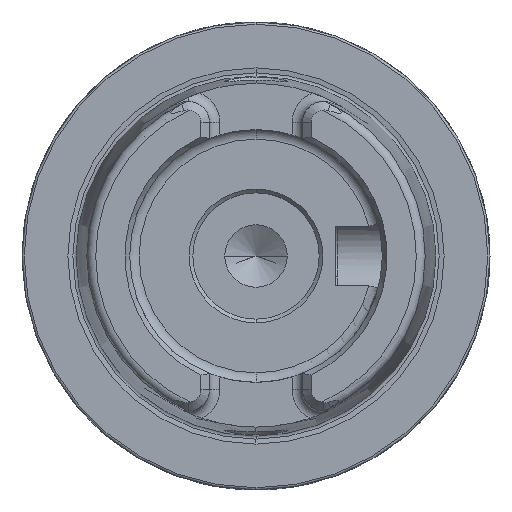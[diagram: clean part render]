
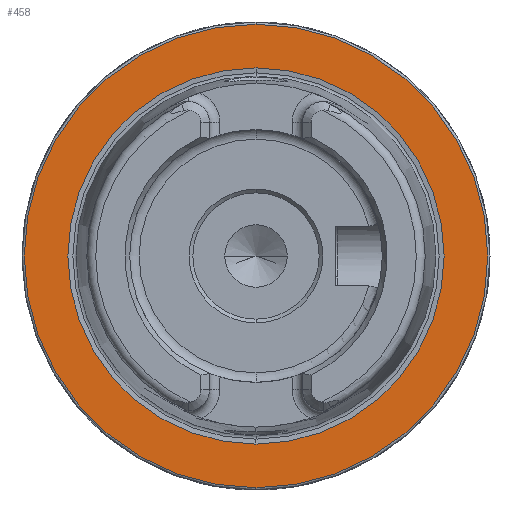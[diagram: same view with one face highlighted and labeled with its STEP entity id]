
A CAD part, left-side view. The second image highlights one B-rep face of the part: STEP entity #458.
In plain terms, the highlighted planar face has unit normal (-1, 0, 0).
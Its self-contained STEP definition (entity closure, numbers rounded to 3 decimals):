
#458 = ADVANCED_FACE ( 'NONE', ( #2923, #2920 ), #1205, .F. ) ;
#1202 = CARTESIAN_POINT ( 'NONE',  ( 0., 31.2, 0. ) ) ;
#1205 = PLANE ( 'NONE',  #4755 ) ;
#1207 = DIRECTION ( 'NONE',  ( 1., 0., 0. ) ) ;
#1208 = DIRECTION ( 'NONE',  ( 0., 0., -1. ) ) ;
#2920 = FACE_OUTER_BOUND ( 'NONE', #8895, .T. ) ;
#2923 = FACE_BOUND ( 'NONE', #8896, .T. ) ;
#3205 = EDGE_CURVE ( 'NONE', #7520, #7525, #4150, .T. ) ;
#3209 = EDGE_CURVE ( 'NONE', #7527, #7528, #4157, .T. ) ;
#3700 = DIRECTION ( 'NONE',  ( 0., 0., 1. ) ) ;
#3715 = DIRECTION ( 'NONE',  ( -1., 0., 0. ) ) ;
#3882 = ORIENTED_EDGE ( 'NONE', *, *, #8350, .F. ) ;
#3883 = ORIENTED_EDGE ( 'NONE', *, *, #3205, .F. ) ;
#3884 = ORIENTED_EDGE ( 'NONE', *, *, #3209, .T. ) ;
#3885 = ORIENTED_EDGE ( 'NONE', *, *, #8349, .T. ) ;
#4150 = CIRCLE ( 'NONE', #11172, 25.324 ) ;
#4157 = CIRCLE ( 'NONE', #11175, 31.2 ) ;
#4755 = AXIS2_PLACEMENT_3D ( 'NONE', #1202, #1207, #1208 ) ;
#5254 = CARTESIAN_POINT ( 'NONE',  ( 0., 0., 0. ) ) ;
#5255 = DIRECTION ( 'NONE',  ( -1., 0., 0. ) ) ;
#5256 = DIRECTION ( 'NONE',  ( 0., 0., 1. ) ) ;
#5257 = CARTESIAN_POINT ( 'NONE',  ( 0., 0., 0. ) ) ;
#5258 = DIRECTION ( 'NONE',  ( -1., 0., 0. ) ) ;
#5259 = DIRECTION ( 'NONE',  ( 0., 0., 1. ) ) ;
#7520 = VERTEX_POINT ( 'NONE', #10397 ) ;
#7525 = VERTEX_POINT ( 'NONE', #10402 ) ;
#7527 = VERTEX_POINT ( 'NONE', #10404 ) ;
#7528 = VERTEX_POINT ( 'NONE', #10405 ) ;
#8349 = EDGE_CURVE ( 'NONE', #7528, #7527, #10331, .T. ) ;
#8350 = EDGE_CURVE ( 'NONE', #7525, #7520, #10332, .T. ) ;
#8895 = EDGE_LOOP ( 'NONE', ( #3884, #3885 ) ) ;
#8896 = EDGE_LOOP ( 'NONE', ( #3882, #3883 ) ) ;
#9500 = CARTESIAN_POINT ( 'NONE',  ( 0., 0., 0. ) ) ;
#9501 = DIRECTION ( 'NONE',  ( -1., 0., 0. ) ) ;
#9502 = DIRECTION ( 'NONE',  ( 0., 0., 1. ) ) ;
#10331 = CIRCLE ( 'NONE', #11337, 31.2 ) ;
#10332 = CIRCLE ( 'NONE', #11338, 25.324 ) ;
#10397 = CARTESIAN_POINT ( 'NONE',  ( 0., 0., -25.324 ) ) ;
#10402 = CARTESIAN_POINT ( 'NONE',  ( 0., 0., 25.324 ) ) ;
#10404 = CARTESIAN_POINT ( 'NONE',  ( 0., 0., 31.2 ) ) ;
#10405 = CARTESIAN_POINT ( 'NONE',  ( 0., 0., -31.2 ) ) ;
#11172 = AXIS2_PLACEMENT_3D ( 'NONE', #11812, #3715, #3700 ) ;
#11175 = AXIS2_PLACEMENT_3D ( 'NONE', #9500, #9501, #9502 ) ;
#11337 = AXIS2_PLACEMENT_3D ( 'NONE', #5254, #5255, #5256 ) ;
#11338 = AXIS2_PLACEMENT_3D ( 'NONE', #5257, #5258, #5259 ) ;
#11812 = CARTESIAN_POINT ( 'NONE',  ( 0., 0., 0. ) ) ;
